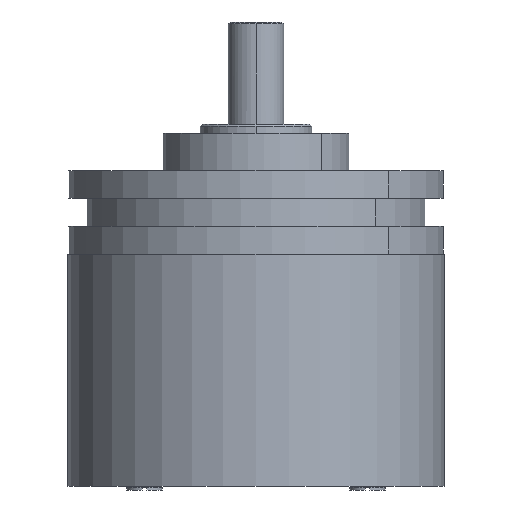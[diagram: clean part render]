
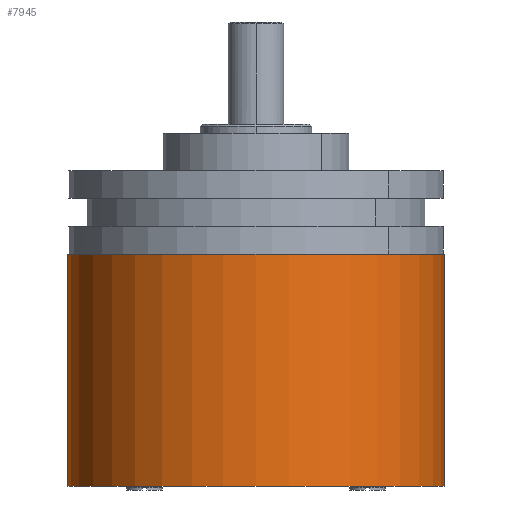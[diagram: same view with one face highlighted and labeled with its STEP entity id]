
A CAD part, front view. The second image highlights one B-rep face of the part: STEP entity #7945.
In plain terms, the highlighted cylindrical face has radius 20.25 mm (diameter 40.5 mm), a partial arc.
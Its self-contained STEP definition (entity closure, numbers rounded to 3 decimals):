
#7215=CARTESIAN_POINT('',(0.,0.,0.));
#7216=DIRECTION('',(0.,0.,1.));
#7217=DIRECTION('',(-1.,0.,0.));
#7218=AXIS2_PLACEMENT_3D('',#7215,#7216,#7217);
#7230=DIRECTION('',(0.,0.,-1.));
#7231=VECTOR('',#7230,25.);
#7232=CARTESIAN_POINT('',(20.25,0.,0.));
#7233=LINE('',#7232,#7231);
#7272=DIRECTION('',(0.,0.,-1.));
#7273=VECTOR('',#7272,25.);
#7274=CARTESIAN_POINT('',(-20.25,0.,0.));
#7275=LINE('',#7274,#7273);
#7281=CARTESIAN_POINT('',(0.,0.,-25.));
#7282=DIRECTION('',(0.,0.,1.));
#7283=DIRECTION('',(-1.,0.,0.));
#7284=AXIS2_PLACEMENT_3D('',#7281,#7282,#7283);
#7770=CARTESIAN_POINT('',(20.25,0.,0.));
#7771=CARTESIAN_POINT('',(-20.25,0.,0.));
#7772=VERTEX_POINT('',#7770);
#7773=VERTEX_POINT('',#7771);
#7774=CARTESIAN_POINT('',(20.25,0.,-25.));
#7775=CARTESIAN_POINT('',(-20.25,0.,-25.));
#7776=VERTEX_POINT('',#7774);
#7777=VERTEX_POINT('',#7775);
#7933=CARTESIAN_POINT('',(0.,0.,0.));
#7934=DIRECTION('',(0.,0.,1.));
#7935=DIRECTION('',(1.,0.,0.));
#7936=AXIS2_PLACEMENT_3D('',#7933,#7934,#7935);
#7937=CYLINDRICAL_SURFACE('',#7936,20.25);
#7938=ORIENTED_EDGE('',*,*,#7901,.T.);
#7939=ORIENTED_EDGE('',*,*,#7922,.T.);
#7941=ORIENTED_EDGE('',*,*,#7940,.F.);
#7942=ORIENTED_EDGE('',*,*,#7918,.F.);
#7943=EDGE_LOOP('',(#7938,#7939,#7941,#7942));
#7944=FACE_OUTER_BOUND('',#7943,.F.);
#7219=CIRCLE('',#7218,20.25);
#7285=CIRCLE('',#7284,20.25);
#7901=EDGE_CURVE('',#7773,#7772,#7219,.T.);
#7918=EDGE_CURVE('',#7773,#7777,#7275,.T.);
#7922=EDGE_CURVE('',#7772,#7776,#7233,.T.);
#7940=EDGE_CURVE('',#7777,#7776,#7285,.T.);
#7945=ADVANCED_FACE('',(#7944),#7937,.T.);
